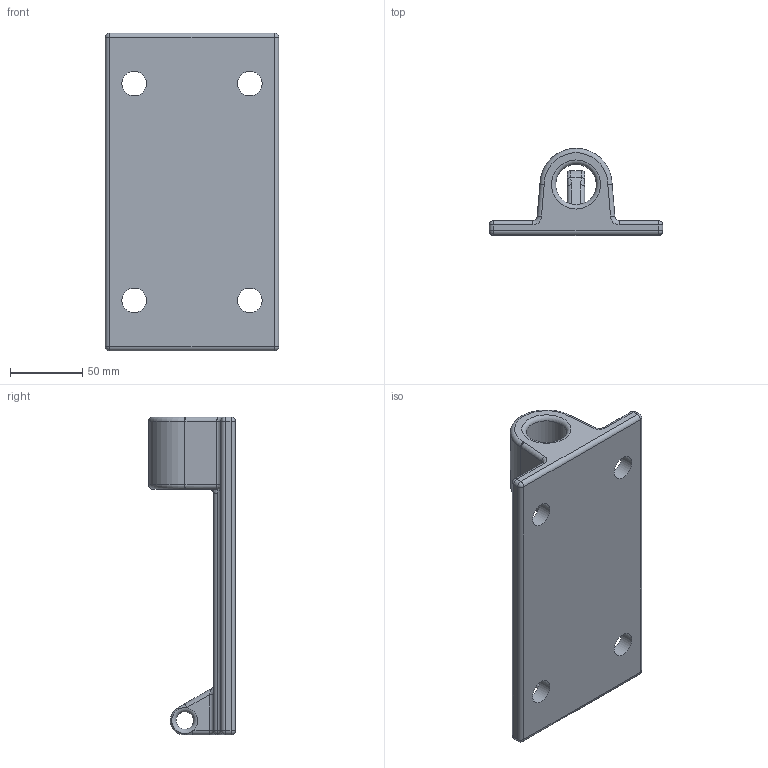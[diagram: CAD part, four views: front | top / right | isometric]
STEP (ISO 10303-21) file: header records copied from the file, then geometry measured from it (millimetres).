
FILE_DESCRIPTION (( 'STEP AP214' ), '1' );
FILE_NAME ('Part1. Base.STEP', '2025-04-01T15:54:20', ( '' ), ( '' ), 'SwSTEP 2.0', 'SolidWorks 2025', '' );
FILE_SCHEMA (( 'AUTOMOTIVE_DESIGN' ));
Length unit declared in the file: millimetre
Products named in the file (1): Part1. Base
Bounding box: 120 x 60 x 220 mm (x, y, z)
Volume: 372859.8 mm3; surface area: 71614.1 mm2
Topology: 1 solids, 1 shells, 98 faces, 237 edges, 128 vertices
Faces by surface type: cylinder 46, torus 18, plane 14, bspline 10, sphere 10
Full cylindrical faces by diameter (mm): 12 x1, 17 x4, 28 x1
Entity records: 3138 total; most frequent: CARTESIAN_POINT 962, DIRECTION 483, ORIENTED_EDGE 426, EDGE_CURVE 213, AXIS2_PLACEMENT_3D 203, VERTEX_POINT 124, EDGE_LOOP 117, CIRCLE 114
